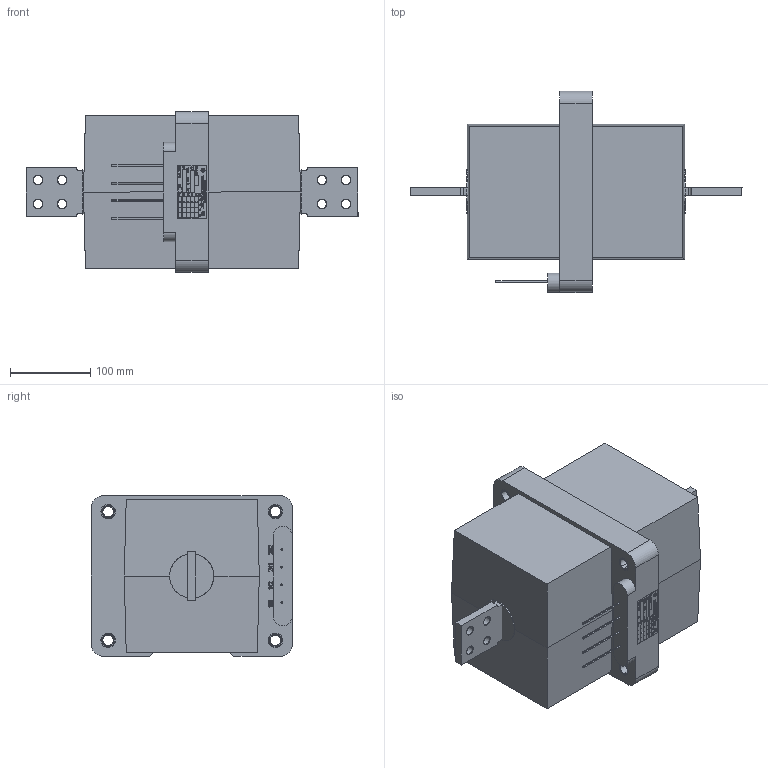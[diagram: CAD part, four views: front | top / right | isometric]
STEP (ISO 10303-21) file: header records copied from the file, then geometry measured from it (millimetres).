
FILE_DESCRIPTION (( 'STEP AP214' ), '1' );
FILE_NAME ('ﾒﾋﾊ-ﾑﾒ-10-ﾒﾏﾊ5(5ﾀ-800ﾀ).STEP', '2023-07-20T11:07:18', ( '' ), ( '' ), 'SwSTEP 2.0', 'SolidWorks 2014', '' );
FILE_SCHEMA (( 'AUTOMOTIVE_DESIGN' ));
Length unit declared in the file: millimetre
Products named in the file (41): ïðîâîä^Êîïèÿ Ñáîðêà3_ÈÁËÒ.671213.019-01 ÒËÊ-ÑÒ-10-7; ������ ���-10_-�-2-� ���.; ÂÅÈÓ.758472.007-01 Ãàéêà; 屡扔.713174.003 买箅赅_-01; Êîðïóñ ÒÏÊ-10; ÂÅÈÓ.754312.168 Òàáëè÷êà òåõíè÷åñêèõ äàííûõ ÒËÊ-ÑÒ_; 屡扔.713174.003 买箅赅; 屡扔.685528.004 罔磬 磬觐礤黜桕郷; hex screw gradec_din; plain washer grade c_din; ﾒﾋﾊ-ﾑﾒ-10-ﾒﾏﾊ5(5ﾀ-800ﾀ); curved spring lock washer_din; Íàêîíå÷íèê ñ ïðîâîäîì_00; Êîïèÿ Êîïèÿ Ñáîðêà3^Ñáîðêà2; ÂÅÈÓ.754312.168 Òàáëè÷êà òåõíè÷åñêèõ äàííûõ ÒËÊ-ÑÒ__-00; 屡扔.685528.004 罔磬 磬觐礤黜桕郷_-00; hex screw gradec_din_ISO 4018 - M6 x 12-NN; curved spring lock washer_din_Spring washer DIN 128 - A6; plain washer grade c_din_Washer DIN 126 - 6.6; ����.671224.304-01-01��_���-��-10-���5
Assembly tree (31 placements, depth 4):
  ïðîâîä^Êîïèÿ Ñáîðêà3_ÈÁËÒ.671213.019-01 ÒËÊ-ÑÒ-10-7
  ÂÅÈÓ.758472.007-01 Ãàéêà
  ïðîâîä^Êîïèÿ Ñáîðêà3_ÈÁËÒ.671213.019-01 ÒËÊ-ÑÒ-10-7
  Êîðïóñ ÒÏÊ-10
  ÂÅÈÓ.754312.168 Òàáëè÷êà òåõíè÷åñêèõ äàííûõ ÒËÊ-ÑÒ_
Bounding box: 413 x 250.6 x 200 mm (x, y, z)
Volume: 9272768.5 mm3; surface area: 366235.2 mm2
Topology: 28 solids, 32 shells, 2548 faces, 6566 edges, 4316 vertices
Faces by surface type: plane 1499, bspline 694, cylinder 211, cone 128, torus 16
Entity records: 119209 total; most frequent: CARTESIAN_POINT 48586, ORIENTED_EDGE 11604, DIRECTION 7764, EDGE_CURVE 5802, LINE 4134, VECTOR 4134, VERTEX_POINT 3853, EDGE_LOOP 2479
